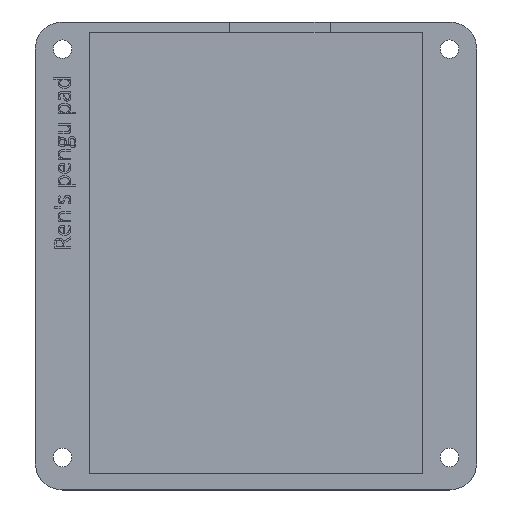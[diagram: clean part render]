
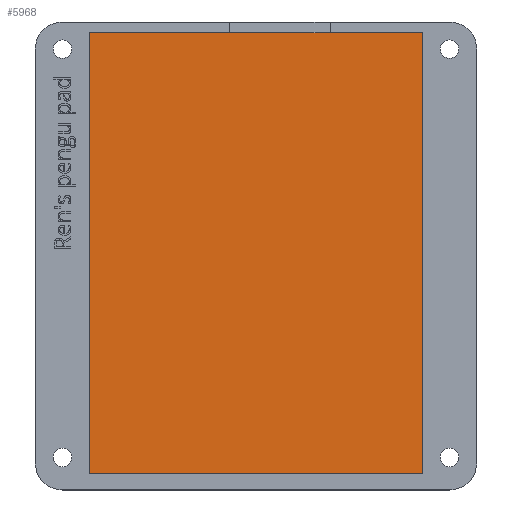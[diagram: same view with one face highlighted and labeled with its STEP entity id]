
A CAD part, top view. The second image highlights one B-rep face of the part: STEP entity #5968.
In plain terms, the highlighted planar face has unit normal (0, 0, 1).
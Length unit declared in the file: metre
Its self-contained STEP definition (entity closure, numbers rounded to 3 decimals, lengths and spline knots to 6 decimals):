
#316=LINE('',#8489,#835);
#319=LINE('',#8495,#838);
#323=LINE('',#8503,#842);
#335=LINE('',#8526,#854);
#835=VECTOR('',#6875,1.);
#838=VECTOR('',#6880,1.);
#842=VECTOR('',#6886,1.);
#854=VECTOR('',#6906,1.);
#1695=ORIENTED_EDGE('',*,*,#3486,.F.);
#1696=ORIENTED_EDGE('',*,*,#3483,.T.);
#1697=ORIENTED_EDGE('',*,*,#3502,.T.);
#1698=ORIENTED_EDGE('',*,*,#3490,.F.);
#3483=EDGE_CURVE('',#4406,#4407,#316,.T.);
#3486=EDGE_CURVE('',#4406,#4408,#319,.T.);
#3490=EDGE_CURVE('',#4408,#4411,#323,.T.);
#3502=EDGE_CURVE('',#4407,#4411,#335,.T.);
#4406=VERTEX_POINT('',#8490);
#4407=VERTEX_POINT('',#8491);
#4408=VERTEX_POINT('',#8496);
#4411=VERTEX_POINT('',#8504);
#5103=EDGE_LOOP('',(#1695,#1696,#1697,#1698));
#5482=FACE_BOUND('',#5103,.T.);
#5824=PLANE('',#6393);
#5968=ADVANCED_FACE('',(#5482),#5824,.T.);
#6393=AXIS2_PLACEMENT_3D('',#8556,#6943,#6944);
#6875=DIRECTION('',(1.,0.,0.));
#6880=DIRECTION('',(0.,1.,0.));
#6886=DIRECTION('',(1.,0.,0.));
#6906=DIRECTION('',(0.,1.,0.));
#6943=DIRECTION('',(0.,0.,1.));
#6944=DIRECTION('',(1.,0.,0.));
#8489=CARTESIAN_POINT('',(0.,-0.040677,0.003));
#8490=CARTESIAN_POINT('',(-0.030729,-0.040677,0.003));
#8491=CARTESIAN_POINT('',(0.030729,-0.040677,0.003));
#8495=CARTESIAN_POINT('',(-0.030729,0.,0.003));
#8496=CARTESIAN_POINT('',(-0.030729,0.040677,0.003));
#8503=CARTESIAN_POINT('',(0.,0.040677,0.003));
#8504=CARTESIAN_POINT('',(0.030729,0.040677,0.003));
#8526=CARTESIAN_POINT('',(0.030729,0.,0.003));
#8556=CARTESIAN_POINT('',(0.,-0.0005,0.003));
